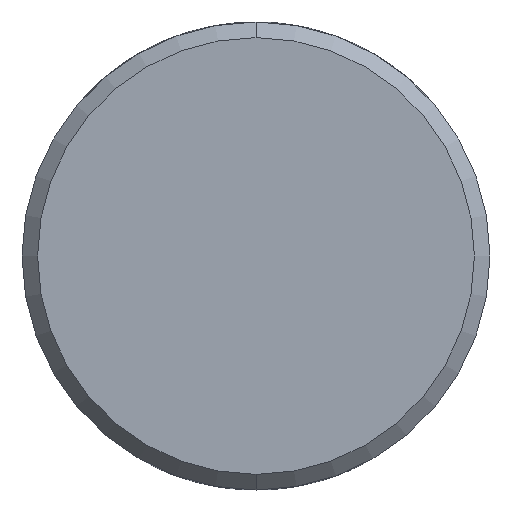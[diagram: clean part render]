
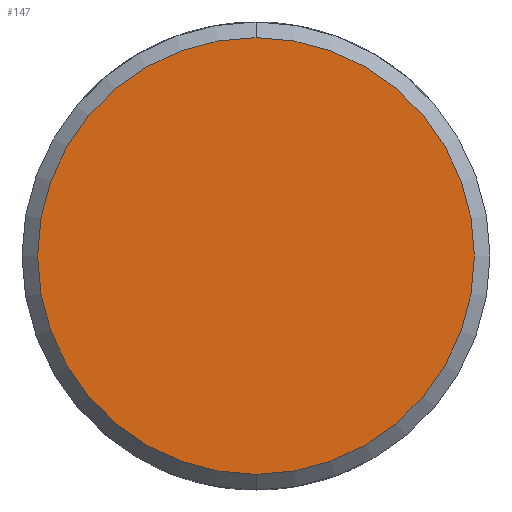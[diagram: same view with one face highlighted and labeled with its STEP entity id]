
A CAD part, front view. The second image highlights one B-rep face of the part: STEP entity #147.
In plain terms, the highlighted planar face has unit normal (0, -1, 0).
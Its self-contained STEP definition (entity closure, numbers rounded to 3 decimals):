
#81 = VERTEX_POINT ( 'NONE', #358 ) ;
#92 = VERTEX_POINT ( 'NONE', #321 ) ;
#95 = EDGE_CURVE ( 'NONE', #81, #92, #286, .T. ) ;
#115 = EDGE_CURVE ( 'NONE', #92, #81, #558, .T. ) ;
#130 = EDGE_LOOP ( 'NONE', ( #149, #143 ) ) ;
#143 = ORIENTED_EDGE ( 'NONE', *, *, #95, .T. ) ;
#147 = ADVANCED_FACE ( 'NONE', ( #458 ), #459, .F. ) ;
#149 = ORIENTED_EDGE ( 'NONE', *, *, #115, .T. ) ;
#269 = DIRECTION ( 'NONE',  ( 0., 0., 1. ) ) ;
#270 = DIRECTION ( 'NONE',  ( 0., -1., 0. ) ) ;
#283 = CARTESIAN_POINT ( 'NONE',  ( 0., 0., 0. ) ) ;
#286 = CIRCLE ( 'NONE', #323, 7. ) ;
#321 = CARTESIAN_POINT ( 'NONE',  ( 0., 0., 7. ) ) ;
#323 = AXIS2_PLACEMENT_3D ( 'NONE', #283, #270, #269 ) ;
#358 = CARTESIAN_POINT ( 'NONE',  ( 0., 0., -7. ) ) ;
#428 = DIRECTION ( 'NONE',  ( 0., 0., 1. ) ) ;
#429 = DIRECTION ( 'NONE',  ( 0., 1., 0. ) ) ;
#434 = CARTESIAN_POINT ( 'NONE',  ( 0., 0., 0. ) ) ;
#435 = AXIS2_PLACEMENT_3D ( 'NONE', #434, #429, #428 ) ;
#458 = FACE_OUTER_BOUND ( 'NONE', #130, .T. ) ;
#459 = PLANE ( 'NONE',  #435 ) ;
#550 = DIRECTION ( 'NONE',  ( 0., 0., 1. ) ) ;
#551 = DIRECTION ( 'NONE',  ( 0., -1., 0. ) ) ;
#552 = CARTESIAN_POINT ( 'NONE',  ( 0., 0., 0. ) ) ;
#558 = CIRCLE ( 'NONE', #561, 7. ) ;
#561 = AXIS2_PLACEMENT_3D ( 'NONE', #552, #551, #550 ) ;
